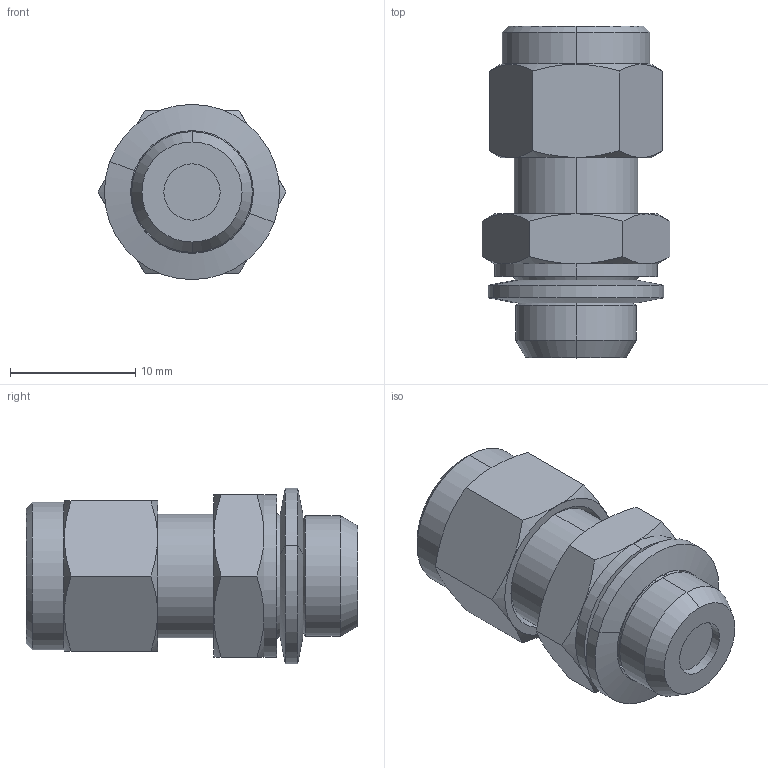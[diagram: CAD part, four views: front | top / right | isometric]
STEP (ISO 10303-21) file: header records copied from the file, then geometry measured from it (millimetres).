
FILE_DESCRIPTION (( 'STEP AP214' ), '1' );
FILE_NAME ('1048500002.step', '2013-02-25T17:16:39', ( '' ), ( '' ), 'SwSTEP 2.0', 'SolidWorks 2012', '' );
FILE_SCHEMA (( 'AUTOMOTIVE_DESIGN' ));
Length unit declared in the file: millimetre
Products named in the file (1): 1048500002
Bounding box: 15.01 x 26.5 x 14 mm (x, y, z)
Volume: 2802.2 mm3; surface area: 1638.4 mm2
Topology: 1 solids, 1 shells, 96 faces, 227 edges, 136 vertices
Faces by surface type: cone 36, plane 31, cylinder 25, torus 4
Entity records: 4051 total; most frequent: CARTESIAN_POINT 743, DIRECTION 483, ORIENTED_EDGE 454, EDGE_CURVE 227, AXIS2_PLACEMENT_3D 210, VERTEX_POINT 136, CIRCLE 113, EDGE_LOOP 111
